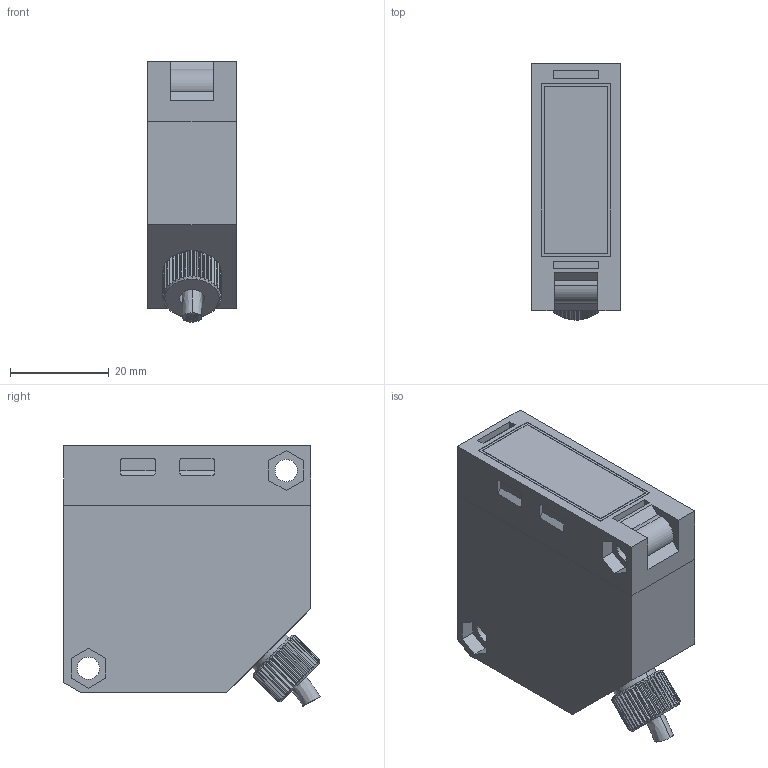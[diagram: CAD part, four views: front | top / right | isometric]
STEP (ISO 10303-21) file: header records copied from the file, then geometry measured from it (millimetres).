
FILE_DESCRIPTION (( 'STEP AP214' ), '1' );
FILE_NAME ('OK50-TI-receiver-ñá.STEP', '2020-08-04T02:21:02', ( 'managet2' ), ( '' ), 'SwSTEP 2.0', 'SolidWorks 2016', '' );
FILE_SCHEMA (( 'AUTOMOTIVE_DESIGN' ));
Length unit declared in the file: millimetre
Products named in the file (5): min-max; OK50-TI-receiver-鼁; 恀50-TI-receiver
Assembly tree (2 placements, depth 2):
  min-max
  OK50-TI-receiver-鼁
    min-max
    恀50-TI-receiver
  恀50-TI-receiver
Bounding box: 18 x 51.9 x 52.68 mm (x, y, z)
Volume: 41856.9 mm3; surface area: 14388.9 mm2
Topology: 44 solids, 44 shells, 628 faces, 1547 edges, 1030 vertices
Faces by surface type: plane 453, cylinder 95, bspline 76, cone 4
Entity records: 25047 total; most frequent: CARTESIAN_POINT 10129, ORIENTED_EDGE 3094, DIRECTION 2545, EDGE_CURVE 1547, VERTEX_POINT 1030, LINE 1025, VECTOR 1025, AXIS2_PLACEMENT_3D 760
